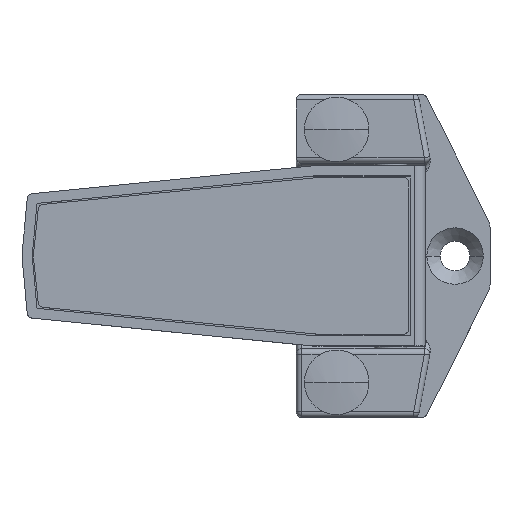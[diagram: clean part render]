
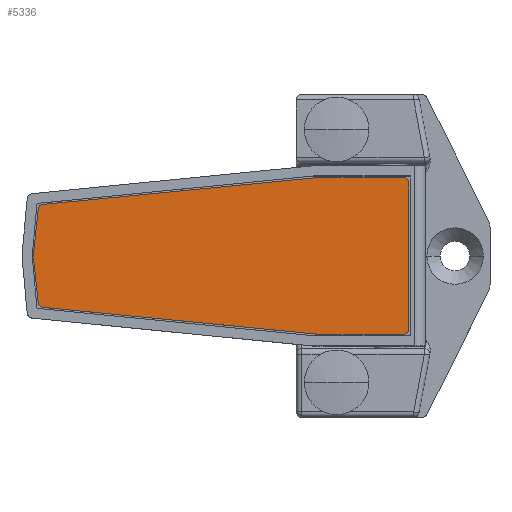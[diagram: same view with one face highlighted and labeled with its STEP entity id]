
A CAD part, top view. The second image highlights one B-rep face of the part: STEP entity #5336.
In plain terms, the highlighted planar face has unit normal (0, 0, 1).
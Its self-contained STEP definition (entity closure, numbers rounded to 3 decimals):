
#329 = CARTESIAN_POINT ( 'NONE',  ( 67.891, -8.584, 2. ) ) ;
#330 = DIRECTION ( 'NONE',  ( 0., 0., 1. ) ) ;
#331 = DIRECTION ( 'NONE',  ( 1., 0., 0. ) ) ;
#536 = CARTESIAN_POINT ( 'NONE',  ( 1., -14.55, 2. ) ) ;
#545 = DIRECTION ( 'NONE',  ( 1., 0., 0. ) ) ;
#568 = CARTESIAN_POINT ( 'NONE',  ( 68.885, -8.689, 2. ) ) ;
#586 = CARTESIAN_POINT ( 'NONE',  ( 67.988, 9.579, 2. ) ) ;
#665 = CIRCLE ( 'NONE', #3555, 1. ) ;
#670 = LINE ( 'NONE', #4906, #674 ) ;
#674 = VECTOR ( 'NONE', #4904, 1000. ) ;
#712 = LINE ( 'NONE', #941, #715 ) ;
#715 = VECTOR ( 'NONE', #946, 1000. ) ;
#731 = LINE ( 'NONE', #536, #734 ) ;
#734 = VECTOR ( 'NONE', #545, 1000. ) ;
#941 = CARTESIAN_POINT ( 'NONE',  ( 0., 13.55, 2. ) ) ;
#946 = DIRECTION ( 'NONE',  ( 0., -1., 0. ) ) ;
#982 = CARTESIAN_POINT ( 'NONE',  ( 0., -13.55, 2. ) ) ;
#987 = CARTESIAN_POINT ( 'NONE',  ( 69.778, 0.209, 2. ) ) ;
#1118 = ORIENTED_EDGE ( 'NONE', *, *, #5708, .T. ) ;
#1203 = FACE_OUTER_BOUND ( 'NONE', #5142, .T. ) ;
#1272 = VERTEX_POINT ( 'NONE', #2325 ) ;
#1286 = VERTEX_POINT ( 'NONE', #2255 ) ;
#1290 = VERTEX_POINT ( 'NONE', #2254 ) ;
#1294 = VERTEX_POINT ( 'NONE', #2301 ) ;
#1635 = VERTEX_POINT ( 'NONE', #2242 ) ;
#1639 = VERTEX_POINT ( 'NONE', #2288 ) ;
#1653 = VERTEX_POINT ( 'NONE', #586 ) ;
#1694 = VERTEX_POINT ( 'NONE', #568 ) ;
#1711 = ORIENTED_EDGE ( 'NONE', *, *, #5542, .T. ) ;
#1714 = ORIENTED_EDGE ( 'NONE', *, *, #5503, .T. ) ;
#1767 = EDGE_CURVE ( 'NONE', #1286, #1653, #665, .T. ) ;
#1768 = EDGE_CURVE ( 'NONE', #5263, #1286, #670, .T. ) ;
#1799 = EDGE_CURVE ( 'NONE', #1272, #5260, #712, .T. ) ;
#1814 = EDGE_CURVE ( 'NONE', #2866, #1639, #731, .T. ) ;
#1821 = ORIENTED_EDGE ( 'NONE', *, *, #5664, .T. ) ;
#1927 = ORIENTED_EDGE ( 'NONE', *, *, #1767, .T. ) ;
#1979 = CIRCLE ( 'NONE', #6017, 1. ) ;
#2017 = CIRCLE ( 'NONE', #6047, 2. ) ;
#2074 = LINE ( 'NONE', #3406, #2077 ) ;
#2077 = VECTOR ( 'NONE', #3407, 1000. ) ;
#2106 = CIRCLE ( 'NONE', #2744, 1. ) ;
#2112 = CIRCLE ( 'NONE', #2649, 2. ) ;
#2214 = CIRCLE ( 'NONE', #2593, 2. ) ;
#2242 = CARTESIAN_POINT ( 'NONE',  ( 1., 14.55, 2. ) ) ;
#2254 = CARTESIAN_POINT ( 'NONE',  ( 17.097, -14.541, 2. ) ) ;
#2255 = CARTESIAN_POINT ( 'NONE',  ( 68.885, 8.689, 2. ) ) ;
#2288 = CARTESIAN_POINT ( 'NONE',  ( 16.903, -14.55, 2. ) ) ;
#2301 = CARTESIAN_POINT ( 'NONE',  ( 69.778, -0.209, 2. ) ) ;
#2325 = CARTESIAN_POINT ( 'NONE',  ( 0., 13.55, 2. ) ) ;
#2358 = CIRCLE ( 'NONE', #2596, 1. ) ;
#2374 = LINE ( 'NONE', #3051, #2376 ) ;
#2376 = VECTOR ( 'NONE', #3050, 1000. ) ;
#2384 = LINE ( 'NONE', #3093, #2387 ) ;
#2387 = VECTOR ( 'NONE', #3094, 1000. ) ;
#2424 = LINE ( 'NONE', #3149, #2426 ) ;
#2426 = VECTOR ( 'NONE', #3150, 1000. ) ;
#2557 = ORIENTED_EDGE ( 'NONE', *, *, #1799, .T. ) ;
#2593 = AXIS2_PLACEMENT_3D ( 'NONE', #3883, #3884, #3885 ) ;
#2596 = AXIS2_PLACEMENT_3D ( 'NONE', #3047, #3048, #3049 ) ;
#2649 = AXIS2_PLACEMENT_3D ( 'NONE', #3735, #3736, #3737 ) ;
#2744 = AXIS2_PLACEMENT_3D ( 'NONE', #3462, #3463, #3464 ) ;
#2827 = VERTEX_POINT ( 'NONE', #4367 ) ;
#2854 = VERTEX_POINT ( 'NONE', #4347 ) ;
#2866 = VERTEX_POINT ( 'NONE', #3007 ) ;
#2882 = VERTEX_POINT ( 'NONE', #3000 ) ;
#3000 = CARTESIAN_POINT ( 'NONE',  ( 67.988, -9.579, 2. ) ) ;
#3007 = CARTESIAN_POINT ( 'NONE',  ( 1., -14.55, 2. ) ) ;
#3047 = CARTESIAN_POINT ( 'NONE',  ( 1., -13.55, 2. ) ) ;
#3048 = DIRECTION ( 'NONE',  ( 0., 0., 1. ) ) ;
#3049 = DIRECTION ( 'NONE',  ( 1., 0., 0. ) ) ;
#3050 = DIRECTION ( 'NONE',  ( 0.995, 0.097, 0. ) ) ;
#3051 = CARTESIAN_POINT ( 'NONE',  ( 17.097, -14.541, 2. ) ) ;
#3093 = CARTESIAN_POINT ( 'NONE',  ( 67.988, 9.579, 2. ) ) ;
#3094 = DIRECTION ( 'NONE',  ( -0.995, 0.097, 0. ) ) ;
#3149 = CARTESIAN_POINT ( 'NONE',  ( 16.903, 14.55, 2. ) ) ;
#3150 = DIRECTION ( 'NONE',  ( -1., 0., 0. ) ) ;
#3309 = CARTESIAN_POINT ( 'NONE',  ( 16.903, 12.55, 2. ) ) ;
#3310 = DIRECTION ( 'NONE',  ( 0., 0., 1. ) ) ;
#3311 = DIRECTION ( 'NONE',  ( 1., 0., 0. ) ) ;
#3406 = CARTESIAN_POINT ( 'NONE',  ( 68.885, -8.689, 2. ) ) ;
#3407 = DIRECTION ( 'NONE',  ( 0.105, 0.995, 0. ) ) ;
#3462 = CARTESIAN_POINT ( 'NONE',  ( 1., 13.55, 2. ) ) ;
#3463 = DIRECTION ( 'NONE',  ( 0., 0., 1. ) ) ;
#3464 = DIRECTION ( 'NONE',  ( 1., 0., 0. ) ) ;
#3555 = AXIS2_PLACEMENT_3D ( 'NONE', #4907, #4905, #4903 ) ;
#3735 = CARTESIAN_POINT ( 'NONE',  ( 67.789, 0., 2. ) ) ;
#3736 = DIRECTION ( 'NONE',  ( 0., 0., 1. ) ) ;
#3737 = DIRECTION ( 'NONE',  ( 1., 0., 0. ) ) ;
#3883 = CARTESIAN_POINT ( 'NONE',  ( 16.903, -12.55, 2. ) ) ;
#3884 = DIRECTION ( 'NONE',  ( 0., 0., 1. ) ) ;
#3885 = DIRECTION ( 'NONE',  ( 1., 0., 0. ) ) ;
#3939 = PLANE ( 'NONE',  #5931 ) ;
#3941 = CARTESIAN_POINT ( 'NONE',  ( 16.903, -12.55, 2. ) ) ;
#3942 = DIRECTION ( 'NONE',  ( 0., 0., 1. ) ) ;
#3943 = DIRECTION ( 'NONE',  ( 1., 0., 0. ) ) ;
#4260 = ORIENTED_EDGE ( 'NONE', *, *, #5576, .T. ) ;
#4347 = CARTESIAN_POINT ( 'NONE',  ( 17.097, 14.541, 2. ) ) ;
#4367 = CARTESIAN_POINT ( 'NONE',  ( 16.903, 14.55, 2. ) ) ;
#4514 = ORIENTED_EDGE ( 'NONE', *, *, #5683, .T. ) ;
#4515 = ORIENTED_EDGE ( 'NONE', *, *, #1814, .T. ) ;
#4545 = ORIENTED_EDGE ( 'NONE', *, *, #1768, .T. ) ;
#4549 = ORIENTED_EDGE ( 'NONE', *, *, #5674, .T. ) ;
#4573 = ORIENTED_EDGE ( 'NONE', *, *, #5479, .T. ) ;
#4759 = ORIENTED_EDGE ( 'NONE', *, *, #5636, .T. ) ;
#4903 = DIRECTION ( 'NONE',  ( 1., 0., 0. ) ) ;
#4904 = DIRECTION ( 'NONE',  ( -0.105, 0.995, 0. ) ) ;
#4905 = DIRECTION ( 'NONE',  ( 0., 0., 1. ) ) ;
#4906 = CARTESIAN_POINT ( 'NONE',  ( 69.778, 0.209, 2. ) ) ;
#4907 = CARTESIAN_POINT ( 'NONE',  ( 67.891, 8.584, 2. ) ) ;
#5142 = EDGE_LOOP ( 'NONE', ( #4759, #4549, #4573, #1711, #4260, #4545, #1927, #4514, #1714, #1118, #5470, #2557, #1821, #4515 ) ) ;
#5260 = VERTEX_POINT ( 'NONE', #982 ) ;
#5263 = VERTEX_POINT ( 'NONE', #987 ) ;
#5336 = ADVANCED_FACE ( 'NONE', ( #1203 ), #3939, .T. ) ;
#5470 = ORIENTED_EDGE ( 'NONE', *, *, #5564, .T. ) ;
#5479 = EDGE_CURVE ( 'NONE', #2882, #1694, #1979, .T. ) ;
#5503 = EDGE_CURVE ( 'NONE', #2854, #2827, #2017, .T. ) ;
#5542 = EDGE_CURVE ( 'NONE', #1694, #1294, #2074, .T. ) ;
#5564 = EDGE_CURVE ( 'NONE', #1635, #1272, #2106, .T. ) ;
#5576 = EDGE_CURVE ( 'NONE', #1294, #5263, #2112, .T. ) ;
#5636 = EDGE_CURVE ( 'NONE', #1639, #1290, #2214, .T. ) ;
#5664 = EDGE_CURVE ( 'NONE', #5260, #2866, #2358, .T. ) ;
#5674 = EDGE_CURVE ( 'NONE', #1290, #2882, #2374, .T. ) ;
#5683 = EDGE_CURVE ( 'NONE', #1653, #2854, #2384, .T. ) ;
#5708 = EDGE_CURVE ( 'NONE', #2827, #1635, #2424, .T. ) ;
#5931 = AXIS2_PLACEMENT_3D ( 'NONE', #3941, #3942, #3943 ) ;
#6017 = AXIS2_PLACEMENT_3D ( 'NONE', #329, #330, #331 ) ;
#6047 = AXIS2_PLACEMENT_3D ( 'NONE', #3309, #3310, #3311 ) ;
